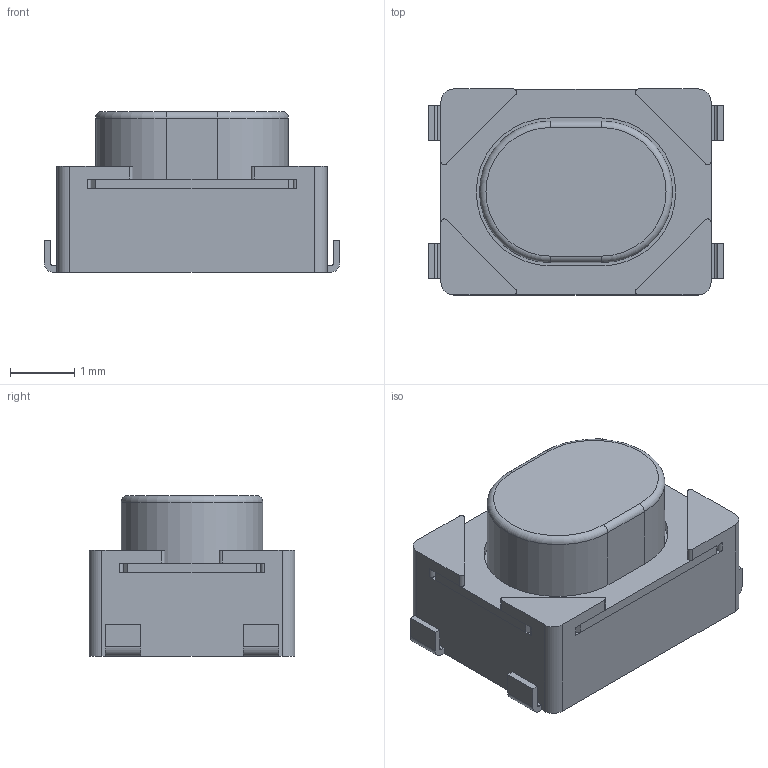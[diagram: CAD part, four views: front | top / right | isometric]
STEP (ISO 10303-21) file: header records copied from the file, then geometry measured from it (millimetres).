
FILE_DESCRIPTION(/* description */ ('model of SW_SPST_PTS810'),/* implementation_level */ '2;1');
FILE_NAME(/* name */ 'SW_SPST_PTS810.step',/* time_stamp */ '2020-10-28T17:48:21',/* author */ ('kicad StepUp','ksu'),/* organization */ ('FreeCAD'),/* preprocessor_version */ 'OCC',/* originating_system */ 'kicad StepUp',/* authorisation */ '');
FILE_SCHEMA(('AUTOMOTIVE_DESIGN { 1 0 10303 214 1 1 1 1 }'));
Length unit declared in the file: millimetre
Products named in the file (1): SW_SPST_PTS810
Bounding box: 4.6 x 3.2 x 2.5 mm (x, y, z)
Volume: 25.9 mm3; surface area: 65.2 mm2
Topology: 1 solids, 1 shells, 116 faces, 300 edges, 188 vertices
Faces by surface type: plane 80, cylinder 34, torus 2
Entity records: 4313 total; most frequent: CARTESIAN_POINT 605, DIRECTION 604, ORIENTED_EDGE 600, EDGE_CURVE 300, LINE 230, VECTOR 230, VERTEX_POINT 188, AXIS2_PLACEMENT_3D 187
